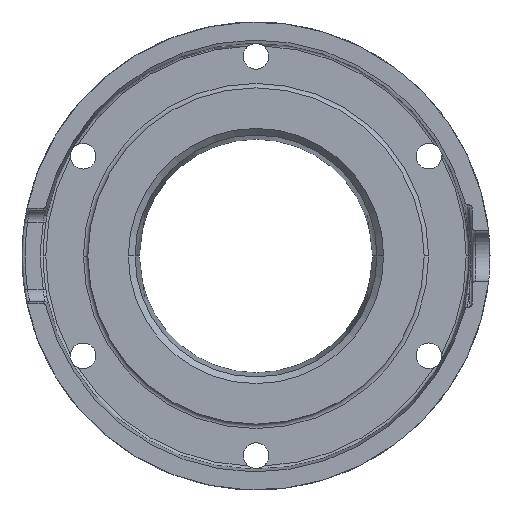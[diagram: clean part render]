
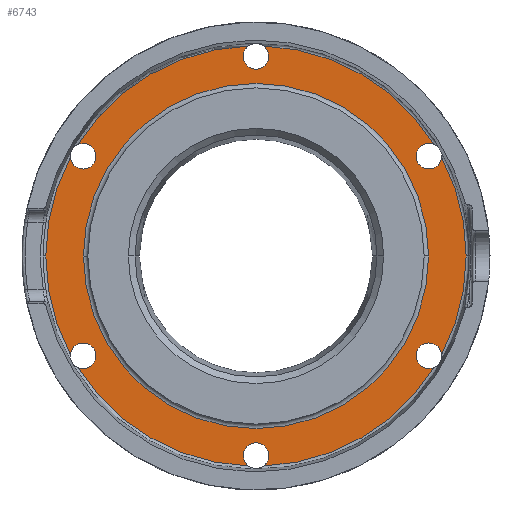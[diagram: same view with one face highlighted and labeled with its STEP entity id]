
A CAD part, left-side view. The second image highlights one B-rep face of the part: STEP entity #6743.
In plain terms, the highlighted planar face has unit normal (-1, 0, 0).
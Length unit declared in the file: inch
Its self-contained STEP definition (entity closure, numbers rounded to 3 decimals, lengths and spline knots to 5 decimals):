
#154=CARTESIAN_POINT('',(1.25,0.,0.));
#155=DIRECTION('',(1.,0.,0.));
#156=DIRECTION('',(0.,-1.,0.));
#157=AXIS2_PLACEMENT_3D('',#154,#155,#156);
#159=CARTESIAN_POINT('',(1.25,0.,0.));
#160=DIRECTION('',(1.,0.,0.));
#161=DIRECTION('',(0.,1.,0.));
#162=AXIS2_PLACEMENT_3D('',#159,#160,#161);
#164=CARTESIAN_POINT('',(1.25,0.,-4.15625));
#165=DIRECTION('',(-1.,0.,0.));
#166=DIRECTION('',(0.,-0.5,0.866));
#167=AXIS2_PLACEMENT_3D('',#164,#165,#166);
#169=CARTESIAN_POINT('',(1.25,0.,0.));
#170=DIRECTION('',(1.,0.,0.));
#171=DIRECTION('',(0.,0.036,-0.999));
#172=AXIS2_PLACEMENT_3D('',#169,#170,#171);
#174=CARTESIAN_POINT('',(1.25,3.59942,-2.07813));
#175=DIRECTION('',(-1.,0.,0.));
#176=DIRECTION('',(0.,0.41,-0.912));
#177=AXIS2_PLACEMENT_3D('',#174,#175,#176);
#179=CARTESIAN_POINT('',(1.25,3.59942,-2.07813));
#180=DIRECTION('',(-1.,0.,0.));
#181=DIRECTION('',(0.,-1.,0.));
#182=AXIS2_PLACEMENT_3D('',#179,#180,#181);
#184=CARTESIAN_POINT('',(1.25,0.,0.));
#185=DIRECTION('',(1.,0.,0.));
#186=DIRECTION('',(0.,0.883,-0.469));
#187=AXIS2_PLACEMENT_3D('',#184,#185,#186);
#189=CARTESIAN_POINT('',(1.25,0.,0.));
#190=DIRECTION('',(1.,0.,0.));
#191=DIRECTION('',(0.,1.,0.));
#192=AXIS2_PLACEMENT_3D('',#189,#190,#191);
#194=CARTESIAN_POINT('',(1.25,3.59942,2.07813));
#195=DIRECTION('',(-1.,0.,0.));
#196=DIRECTION('',(0.,0.995,-0.101));
#197=AXIS2_PLACEMENT_3D('',#194,#195,#196);
#199=CARTESIAN_POINT('',(1.25,3.59942,2.07813));
#200=DIRECTION('',(-1.,0.,0.));
#201=DIRECTION('',(0.,-0.5,-0.866));
#202=AXIS2_PLACEMENT_3D('',#199,#200,#201);
#204=CARTESIAN_POINT('',(1.25,0.,0.));
#205=DIRECTION('',(1.,0.,0.));
#206=DIRECTION('',(0.,0.848,0.531));
#207=AXIS2_PLACEMENT_3D('',#204,#205,#206);
#209=CARTESIAN_POINT('',(1.25,0.,4.15625));
#210=DIRECTION('',(-1.,0.,0.));
#211=DIRECTION('',(0.,0.585,0.811));
#212=AXIS2_PLACEMENT_3D('',#209,#210,#211);
#214=CARTESIAN_POINT('',(1.25,0.,4.15625));
#215=DIRECTION('',(-1.,0.,0.));
#216=DIRECTION('',(0.,0.5,-0.866));
#217=AXIS2_PLACEMENT_3D('',#214,#215,#216);
#219=CARTESIAN_POINT('',(1.25,0.,0.));
#220=DIRECTION('',(1.,0.,0.));
#221=DIRECTION('',(0.,-0.036,0.999));
#222=AXIS2_PLACEMENT_3D('',#219,#220,#221);
#224=CARTESIAN_POINT('',(1.25,-3.59942,2.07813));
#225=DIRECTION('',(-1.,0.,0.));
#226=DIRECTION('',(0.,-0.41,0.912));
#227=AXIS2_PLACEMENT_3D('',#224,#225,#226);
#229=CARTESIAN_POINT('',(1.25,-3.59942,2.07813));
#230=DIRECTION('',(-1.,0.,0.));
#231=DIRECTION('',(0.,1.,0.));
#232=AXIS2_PLACEMENT_3D('',#229,#230,#231);
#234=CARTESIAN_POINT('',(1.25,0.,0.));
#235=DIRECTION('',(1.,0.,0.));
#236=DIRECTION('',(0.,-0.883,0.469));
#237=AXIS2_PLACEMENT_3D('',#234,#235,#236);
#239=CARTESIAN_POINT('',(1.25,0.,0.));
#240=DIRECTION('',(1.,0.,0.));
#241=DIRECTION('',(0.,-1.,0.));
#242=AXIS2_PLACEMENT_3D('',#239,#240,#241);
#244=CARTESIAN_POINT('',(1.25,-3.59942,-2.07813));
#245=DIRECTION('',(-1.,0.,0.));
#246=DIRECTION('',(0.,-0.995,0.101));
#247=AXIS2_PLACEMENT_3D('',#244,#245,#246);
#249=CARTESIAN_POINT('',(1.25,-3.59942,-2.07813));
#250=DIRECTION('',(-1.,0.,0.));
#251=DIRECTION('',(0.,0.5,0.866));
#252=AXIS2_PLACEMENT_3D('',#249,#250,#251);
#254=CARTESIAN_POINT('',(1.25,0.,0.));
#255=DIRECTION('',(1.,0.,0.));
#256=DIRECTION('',(0.,-0.848,-0.531));
#257=AXIS2_PLACEMENT_3D('',#254,#255,#256);
#259=CARTESIAN_POINT('',(1.25,0.,-4.15625));
#260=DIRECTION('',(-1.,0.,0.));
#261=DIRECTION('',(0.,-0.585,-0.811));
#262=AXIS2_PLACEMENT_3D('',#259,#260,#261);
#6194=CARTESIAN_POINT('',(1.25,4.37565,0.));
#6195=VERTEX_POINT('',#6194);
#6196=CARTESIAN_POINT('',(1.25,-4.37565,0.));
#6197=VERTEX_POINT('',#6196);
#6198=CARTESIAN_POINT('',(1.25,-3.593,0.));
#6199=CARTESIAN_POINT('',(1.25,3.593,0.));
#6200=VERTEX_POINT('',#6198);
#6201=VERTEX_POINT('',#6199);
#6340=CARTESIAN_POINT('',(1.25,3.33242,-2.07813));
#6341=CARTESIAN_POINT('',(1.25,3.86506,-2.05125));
#6342=VERTEX_POINT('',#6340);
#6343=VERTEX_POINT('',#6341);
#6344=CARTESIAN_POINT('',(1.25,3.70897,-2.32162));
#6345=VERTEX_POINT('',#6344);
#6351=CARTESIAN_POINT('',(1.25,3.46592,1.8469));
#6352=CARTESIAN_POINT('',(1.25,3.70897,2.32162));
#6353=VERTEX_POINT('',#6351);
#6354=VERTEX_POINT('',#6352);
#6355=CARTESIAN_POINT('',(1.25,3.86506,2.05125));
#6356=VERTEX_POINT('',#6355);
#6362=CARTESIAN_POINT('',(1.25,0.1335,3.92502));
#6363=CARTESIAN_POINT('',(1.25,-0.15609,4.37287));
#6364=VERTEX_POINT('',#6362);
#6365=VERTEX_POINT('',#6363);
#6366=CARTESIAN_POINT('',(1.25,0.15609,4.37287));
#6367=VERTEX_POINT('',#6366);
#6373=CARTESIAN_POINT('',(1.25,-3.33242,2.07813));
#6374=CARTESIAN_POINT('',(1.25,-3.86506,2.05125));
#6375=VERTEX_POINT('',#6373);
#6376=VERTEX_POINT('',#6374);
#6377=CARTESIAN_POINT('',(1.25,-3.70897,2.32162));
#6378=VERTEX_POINT('',#6377);
#6384=CARTESIAN_POINT('',(1.25,-3.46592,-1.8469));
#6385=CARTESIAN_POINT('',(1.25,-3.70897,-2.32162));
#6386=VERTEX_POINT('',#6384);
#6387=VERTEX_POINT('',#6385);
#6388=CARTESIAN_POINT('',(1.25,-3.86506,-2.05125));
#6389=VERTEX_POINT('',#6388);
#6395=CARTESIAN_POINT('',(1.25,-0.1335,-3.92502));
#6396=CARTESIAN_POINT('',(1.25,0.15609,-4.37287));
#6397=VERTEX_POINT('',#6395);
#6398=VERTEX_POINT('',#6396);
#6399=CARTESIAN_POINT('',(1.25,-0.15609,-4.37287));
#6400=VERTEX_POINT('',#6399);
#6695=CARTESIAN_POINT('',(1.25,0.,0.));
#6696=DIRECTION('',(1.,0.,0.));
#6697=DIRECTION('',(0.,-1.,0.));
#6698=AXIS2_PLACEMENT_3D('',#6695,#6696,#6697);
#6699=PLANE('',#6698);
#6701=ORIENTED_EDGE('',*,*,#6700,.T.);
#6703=ORIENTED_EDGE('',*,*,#6702,.T.);
#6705=ORIENTED_EDGE('',*,*,#6704,.T.);
#6707=ORIENTED_EDGE('',*,*,#6706,.T.);
#6709=ORIENTED_EDGE('',*,*,#6708,.T.);
#6710=ORIENTED_EDGE('',*,*,#6661,.T.);
#6712=ORIENTED_EDGE('',*,*,#6711,.T.);
#6714=ORIENTED_EDGE('',*,*,#6713,.T.);
#6715=ORIENTED_EDGE('',*,*,#6655,.T.);
#6717=ORIENTED_EDGE('',*,*,#6716,.T.);
#6719=ORIENTED_EDGE('',*,*,#6718,.T.);
#6720=ORIENTED_EDGE('',*,*,#6649,.T.);
#6722=ORIENTED_EDGE('',*,*,#6721,.T.);
#6723=ORIENTED_EDGE('',*,*,#6683,.T.);
#6724=ORIENTED_EDGE('',*,*,#6673,.T.);
#6726=ORIENTED_EDGE('',*,*,#6725,.T.);
#6728=ORIENTED_EDGE('',*,*,#6727,.T.);
#6730=ORIENTED_EDGE('',*,*,#6729,.T.);
#6732=ORIENTED_EDGE('',*,*,#6731,.T.);
#6734=ORIENTED_EDGE('',*,*,#6733,.T.);
#6735=EDGE_LOOP('',(#6701,#6703,#6705,#6707,#6709,#6710,#6712,#6714,#6715,#6717,
#6719,#6720,#6722,#6723,#6724,#6726,#6728,#6730,#6732,#6734));
#6736=FACE_OUTER_BOUND('',#6735,.F.);
#6738=ORIENTED_EDGE('',*,*,#6737,.F.);
#6740=ORIENTED_EDGE('',*,*,#6739,.F.);
#6741=EDGE_LOOP('',(#6738,#6740));
#6742=FACE_BOUND('',#6741,.F.);
#158=CIRCLE('',#157,3.593);
#163=CIRCLE('',#162,3.593);
#168=CIRCLE('',#167,0.267);
#173=CIRCLE('',#172,4.37565);
#178=CIRCLE('',#177,0.267);
#183=CIRCLE('',#182,0.267);
#188=CIRCLE('',#187,4.37565);
#193=CIRCLE('',#192,4.37565);
#198=CIRCLE('',#197,0.267);
#203=CIRCLE('',#202,0.267);
#208=CIRCLE('',#207,4.37565);
#213=CIRCLE('',#212,0.267);
#218=CIRCLE('',#217,0.267);
#223=CIRCLE('',#222,4.37565);
#228=CIRCLE('',#227,0.267);
#233=CIRCLE('',#232,0.267);
#238=CIRCLE('',#237,4.37565);
#243=CIRCLE('',#242,4.37565);
#248=CIRCLE('',#247,0.267);
#253=CIRCLE('',#252,0.267);
#258=CIRCLE('',#257,4.37565);
#263=CIRCLE('',#262,0.267);
#6649=EDGE_CURVE('',#6365,#6378,#223,.T.);
#6655=EDGE_CURVE('',#6354,#6367,#208,.T.);
#6661=EDGE_CURVE('',#6195,#6356,#193,.T.);
#6673=EDGE_CURVE('',#6376,#6197,#238,.T.);
#6683=EDGE_CURVE('',#6375,#6376,#233,.T.);
#6700=EDGE_CURVE('',#6397,#6398,#168,.T.);
#6702=EDGE_CURVE('',#6398,#6345,#173,.T.);
#6704=EDGE_CURVE('',#6345,#6342,#178,.T.);
#6706=EDGE_CURVE('',#6342,#6343,#183,.T.);
#6708=EDGE_CURVE('',#6343,#6195,#188,.T.);
#6711=EDGE_CURVE('',#6356,#6353,#198,.T.);
#6713=EDGE_CURVE('',#6353,#6354,#203,.T.);
#6716=EDGE_CURVE('',#6367,#6364,#213,.T.);
#6718=EDGE_CURVE('',#6364,#6365,#218,.T.);
#6721=EDGE_CURVE('',#6378,#6375,#228,.T.);
#6725=EDGE_CURVE('',#6197,#6389,#243,.T.);
#6727=EDGE_CURVE('',#6389,#6386,#248,.T.);
#6729=EDGE_CURVE('',#6386,#6387,#253,.T.);
#6731=EDGE_CURVE('',#6387,#6400,#258,.T.);
#6733=EDGE_CURVE('',#6400,#6397,#263,.T.);
#6737=EDGE_CURVE('',#6200,#6201,#158,.T.);
#6739=EDGE_CURVE('',#6201,#6200,#163,.T.);
#6743=ADVANCED_FACE('',(#6736,#6742),#6699,.F.);
